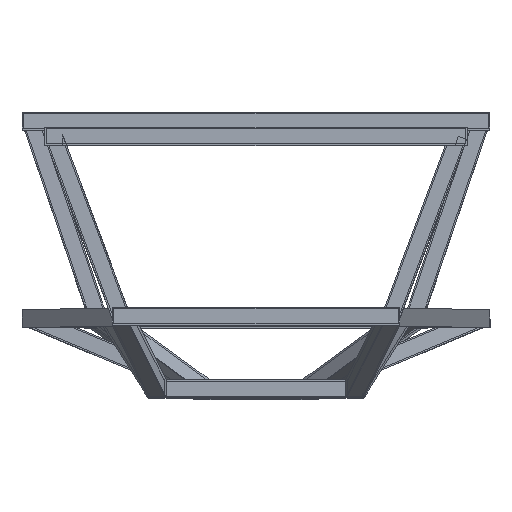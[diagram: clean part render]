
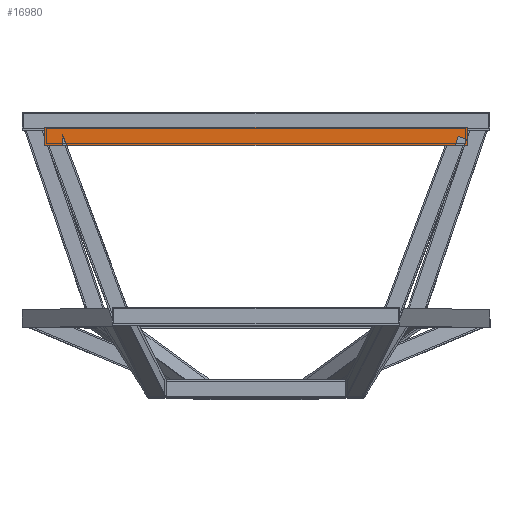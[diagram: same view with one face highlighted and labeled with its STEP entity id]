
A CAD part, top view. The second image highlights one B-rep face of the part: STEP entity #16980.
In plain terms, the highlighted planar face has unit normal (0, 0, 1).
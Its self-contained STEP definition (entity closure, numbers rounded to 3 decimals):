
#2949 = VERTEX_POINT ( 'NONE', #3050 ) ;
#3050 = CARTESIAN_POINT ( 'NONE',  ( 235., 190., -190. ) ) ;
#3900 = DIRECTION ( 'NONE',  ( 0., 1., 0. ) ) ;
#4111 = EDGE_CURVE ( 'NONE', #17396, #2949, #4292, .T. ) ;
#4251 = CARTESIAN_POINT ( 'NONE',  ( 235., 190., -190. ) ) ;
#4292 = LINE ( 'NONE', #4387, #15523 ) ;
#4387 = CARTESIAN_POINT ( 'NONE',  ( -225., 190., -190. ) ) ;
#4688 = VECTOR ( 'NONE', #3900, 1000. ) ;
#4703 = VECTOR ( 'NONE', #18010, 1000. ) ;
#5389 = ORIENTED_EDGE ( 'NONE', *, *, #8206, .F. ) ;
#5488 = DIRECTION ( 'NONE',  ( 1., 0., 0. ) ) ;
#5498 = CARTESIAN_POINT ( 'NONE',  ( -235., 210., -190. ) ) ;
#5725 = DIRECTION ( 'NONE',  ( 0., -1., 0. ) ) ;
#7044 = AXIS2_PLACEMENT_3D ( 'NONE', #17374, #10367, #15989 ) ;
#7212 = CARTESIAN_POINT ( 'NONE',  ( -225., 210., -190. ) ) ;
#8206 = EDGE_CURVE ( 'NONE', #14418, #17944, #14230, .T. ) ;
#9951 = EDGE_LOOP ( 'NONE', ( #15947, #5389, #11213, #16072 ) ) ;
#10267 = FACE_OUTER_BOUND ( 'NONE', #9951, .T. ) ;
#10367 = DIRECTION ( 'NONE',  ( 0., 0., -1. ) ) ;
#11213 = ORIENTED_EDGE ( 'NONE', *, *, #17089, .F. ) ;
#11497 = VECTOR ( 'NONE', #5725, 1000. ) ;
#12016 = PLANE ( 'NONE',  #7044 ) ;
#12383 = LINE ( 'NONE', #17817, #4688 ) ;
#13103 = CARTESIAN_POINT ( 'NONE',  ( -235., 190., -190. ) ) ;
#14210 = LINE ( 'NONE', #4251, #11497 ) ;
#14230 = LINE ( 'NONE', #7212, #4703 ) ;
#14418 = VERTEX_POINT ( 'NONE', #5498 ) ;
#15183 = CARTESIAN_POINT ( 'NONE',  ( 235., 210., -190. ) ) ;
#15523 = VECTOR ( 'NONE', #5488, 1000. ) ;
#15947 = ORIENTED_EDGE ( 'NONE', *, *, #17751, .F. ) ;
#15989 = DIRECTION ( 'NONE',  ( -1., 0., 0. ) ) ;
#16072 = ORIENTED_EDGE ( 'NONE', *, *, #4111, .T. ) ;
#16980 = ADVANCED_FACE ( 'NONE', ( #10267 ), #12016, .F. ) ;
#17089 = EDGE_CURVE ( 'NONE', #17396, #14418, #12383, .T. ) ;
#17374 = CARTESIAN_POINT ( 'NONE',  ( -225., 190., -190. ) ) ;
#17396 = VERTEX_POINT ( 'NONE', #13103 ) ;
#17751 = EDGE_CURVE ( 'NONE', #17944, #2949, #14210, .T. ) ;
#17817 = CARTESIAN_POINT ( 'NONE',  ( -235., 190., -190. ) ) ;
#17944 = VERTEX_POINT ( 'NONE', #15183 ) ;
#18010 = DIRECTION ( 'NONE',  ( 1., 0., 0. ) ) ;
